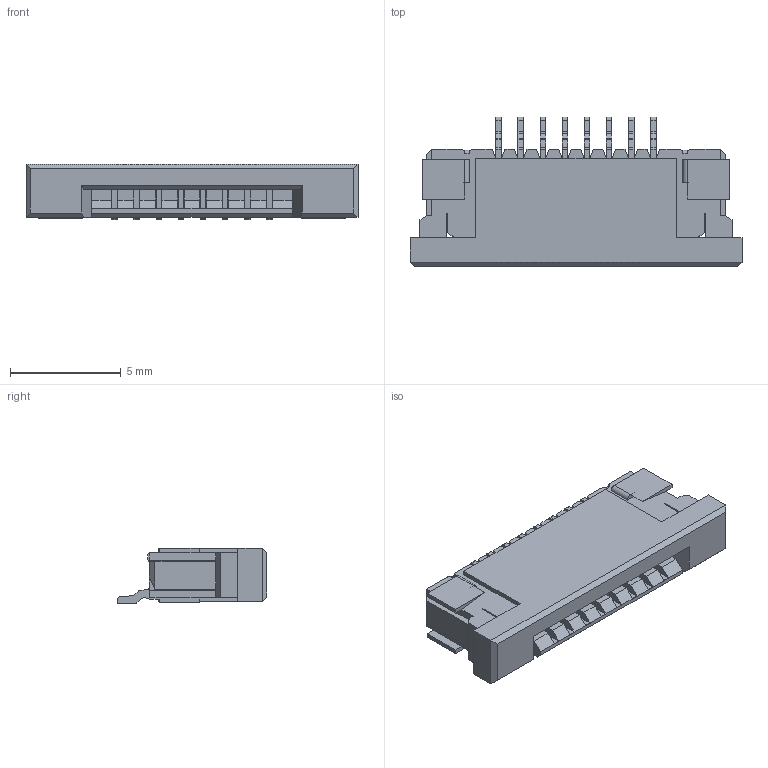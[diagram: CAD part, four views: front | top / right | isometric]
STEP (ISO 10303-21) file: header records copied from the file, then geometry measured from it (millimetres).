
FILE_DESCRIPTION((''),'2;1');
FILE_NAME('X10B25LX08','2021-12-07T',('cwg'),(''),'PRO/ENGINEER BY PARAMETRIC TECHNOLOGY CORPORATION, 2010280','PRO/ENGINEER BY PARAMETRIC TECHNOLOGY CORPORATION, 2010280','');
FILE_SCHEMA(('CONFIG_CONTROL_DESIGN'));
Length unit declared in the file: millimetre
Products named in the file (1): X10B25LX08
Bounding box: 15 x 6.75 x 2.5 mm (x, y, z)
Volume: 151.8 mm3; surface area: 444.8 mm2
Topology: 1 solids, 1 shells, 412 faces, 1236 edges, 784 vertices
Faces by surface type: plane 328, cylinder 84
Entity records: 13766 total; most frequent: CARTESIAN_POINT 2506, ORIENTED_EDGE 2472, DIRECTION 2202, EDGE_CURVE 1236, VECTOR 1062, LINE 1062, VERTEX_POINT 784, AXIS2_PLACEMENT_3D 570
